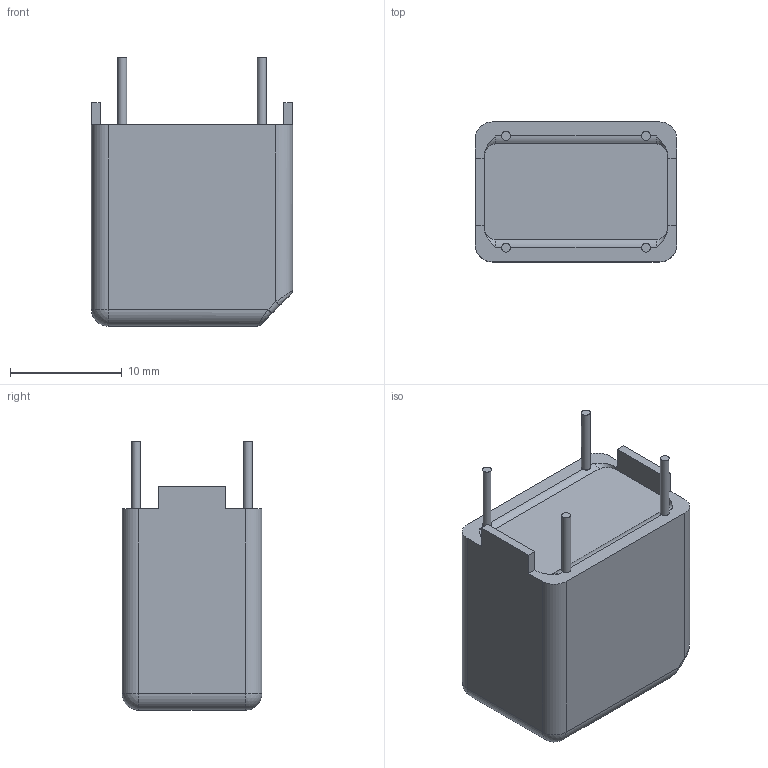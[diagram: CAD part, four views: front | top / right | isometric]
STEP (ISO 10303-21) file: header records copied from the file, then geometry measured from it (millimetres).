
FILE_DESCRIPTION(/* description */ ('Housing'),/* implementation_level */ '2;1');
FILE_NAME(/* name */ 'CUSTOMER STEP-FILE_RN218.stp',/* time_stamp */ '2017-07-20T15:32:06+07:00',/* author */ ('Eakchai.Yodchai'),/* organization */ ('Schaffner Thailand Ltd.'),/* preprocessor_version */ 'ST-DEVELOPER v16.5',/* originating_system */ 'Autodesk Inventor 2017',/* authorisation */ '');
FILE_SCHEMA (('AUTOMOTIVE_DESIGN { 1 0 10303 214 3 1 1 }'));
Length unit declared in the file: millimetre
Products named in the file (1): 816588
Bounding box: 18 x 12.5 x 24 mm (x, y, z)
Volume: 2617.4 mm3; surface area: 2333 mm2
Topology: 1 solids, 2 shells, 102 faces, 250 edges, 152 vertices
Faces by surface type: plane 44, cylinder 32, bspline 20, torus 4, sphere 2
Full cylindrical faces by diameter (mm): 0.76 x4, 0.8 x4
Entity records: 3844 total; most frequent: CARTESIAN_POINT 1493, ORIENTED_EDGE 476, DIRECTION 466, EDGE_CURVE 238, AXIS2_PLACEMENT_3D 177, VERTEX_POINT 148, LINE 112, VECTOR 112
